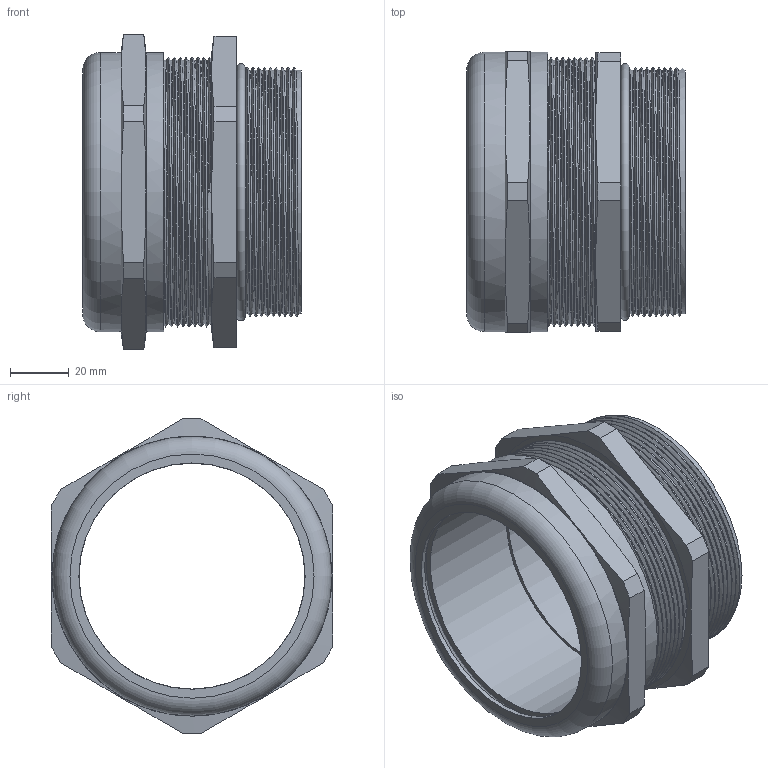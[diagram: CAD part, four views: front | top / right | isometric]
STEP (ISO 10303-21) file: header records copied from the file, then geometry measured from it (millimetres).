
FILE_DESCRIPTION(/* description */ ('Euro-Tight M85x2,0'),/* implementation_level */ '2;1');
FILE_NAME(/* name */ '63080585-RST.stp',/* time_stamp */ '2019-12-17T09:29:30+01:00',/* author */ ('sl'),/* organization */ (''),/* preprocessor_version */ 'ST-DEVELOPER v16.5',/* originating_system */ 'Autodesk Inventor 2017',/* authorisation */ '');
FILE_SCHEMA (('AUTOMOTIVE_DESIGN { 1 0 10303 214 3 1 1 }'));
Length unit declared in the file: millimetre
Products named in the file (5): 63080585; Euro-Tight-02-BT-0006-63080585; Euro-Tight-02-BT-0005-63080585; Euro-Tight-02-BT-0003-63080585; Euro-Tight-02-BT-0002-63080585
Assembly tree (4 placements, depth 2):
  63080585
    Euro-Tight-02-BT-0006-63080585
    Euro-Tight-02-BT-0005-63080585
    Euro-Tight-02-BT-0003-63080585
    Euro-Tight-02-BT-0002-63080585
Bounding box: 74.5 x 96 x 107.26 mm (x, y, z)
Volume: 112209.6 mm3; surface area: 87780.5 mm2
Topology: 3 solids, 4 shells, 812 faces, 1917 edges, 1116 vertices
Faces by surface type: plane 521, cone 250, cylinder 30, bspline 6, torus 5
Full cylindrical faces by diameter (mm): 77 x1, 77.15 x1, 77.7 x1, 82 x1, 82.5 x1, 83 x9, 89.7 x1, 90 x9, 95.25 x2
Entity records: 27917 total; most frequent: CARTESIAN_POINT 8893, DIRECTION 4645, ORIENTED_EDGE 3674, AXIS2_PLACEMENT_3D 2057, EDGE_CURVE 1837, CIRCLE 1258, VERTEX_POINT 1072, EDGE_LOOP 827
